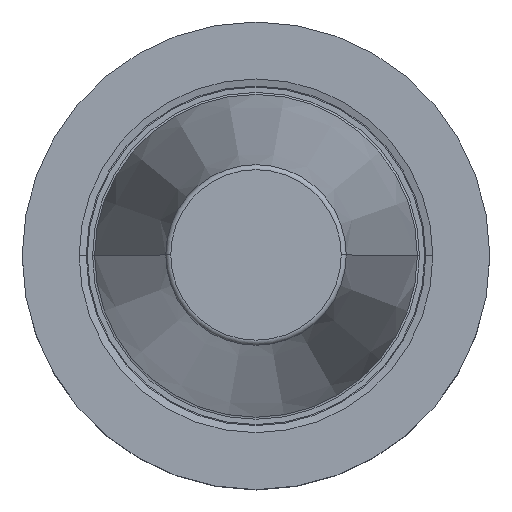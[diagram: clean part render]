
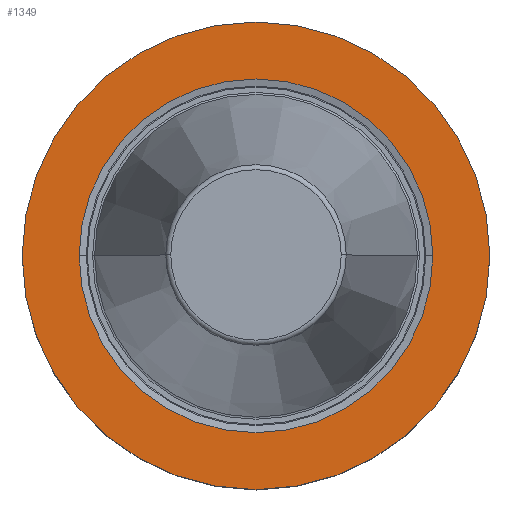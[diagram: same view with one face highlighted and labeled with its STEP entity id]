
A CAD part, top view. The second image highlights one B-rep face of the part: STEP entity #1349.
In plain terms, the highlighted planar face has unit normal (0, 0, 1).
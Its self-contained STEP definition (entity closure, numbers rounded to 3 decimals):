
#112=CARTESIAN_POINT('',(0.,0.,-2.));
#113=DIRECTION('',(0.,0.,-1.));
#114=DIRECTION('',(1.,0.,0.));
#115=AXIS2_PLACEMENT_3D('',#112,#113,#114);
#120=CARTESIAN_POINT('',(0.,0.,-2.));
#121=DIRECTION('',(0.,0.,1.));
#122=DIRECTION('',(1.,0.,0.));
#123=AXIS2_PLACEMENT_3D('',#120,#121,#122);
#128=CARTESIAN_POINT('',(0.,0.,-2.));
#129=DIRECTION('',(0.,0.,1.));
#130=DIRECTION('',(1.,0.,0.));
#131=AXIS2_PLACEMENT_3D('',#128,#129,#130);
#136=CARTESIAN_POINT('',(0.,0.,-2.));
#137=DIRECTION('',(0.,0.,1.));
#138=DIRECTION('',(-1.,0.,0.));
#139=AXIS2_PLACEMENT_3D('',#136,#137,#138);
#1174=CARTESIAN_POINT('',(23.,0.,-2.));
#1175=CARTESIAN_POINT('',(-23.,0.,-2.));
#1176=VERTEX_POINT('',#1174);
#1177=VERTEX_POINT('',#1175);
#1236=CARTESIAN_POINT('',(17.396,0.,-2.));
#1237=VERTEX_POINT('',#1236);
#1240=CARTESIAN_POINT('',(-17.396,0.,-2.));
#1241=VERTEX_POINT('',#1240);
#1334=CARTESIAN_POINT('',(0.,0.,-2.));
#1335=DIRECTION('',(0.,0.,-1.));
#1336=DIRECTION('',(-1.,0.,0.));
#1337=AXIS2_PLACEMENT_3D('',#1334,#1335,#1336);
#1338=PLANE('',#1337);
#1339=ORIENTED_EDGE('',*,*,#1255,.T.);
#1340=ORIENTED_EDGE('',*,*,#1314,.F.);
#1341=EDGE_LOOP('',(#1339,#1340));
#1342=FACE_OUTER_BOUND('',#1341,.F.);
#1344=ORIENTED_EDGE('',*,*,#1343,.T.);
#1346=ORIENTED_EDGE('',*,*,#1345,.T.);
#1347=EDGE_LOOP('',(#1344,#1346));
#1348=FACE_BOUND('',#1347,.F.);
#1349=ADVANCED_FACE('',(#1342,#1348),#1338,.F.);
#116=CIRCLE('',#115,23.);
#124=CIRCLE('',#123,23.);
#132=CIRCLE('',#131,17.396);
#140=CIRCLE('',#139,17.396);
#1255=EDGE_CURVE('',#1176,#1177,#116,.T.);
#1314=EDGE_CURVE('',#1176,#1177,#124,.T.);
#1343=EDGE_CURVE('',#1237,#1241,#132,.T.);
#1345=EDGE_CURVE('',#1241,#1237,#140,.T.);
